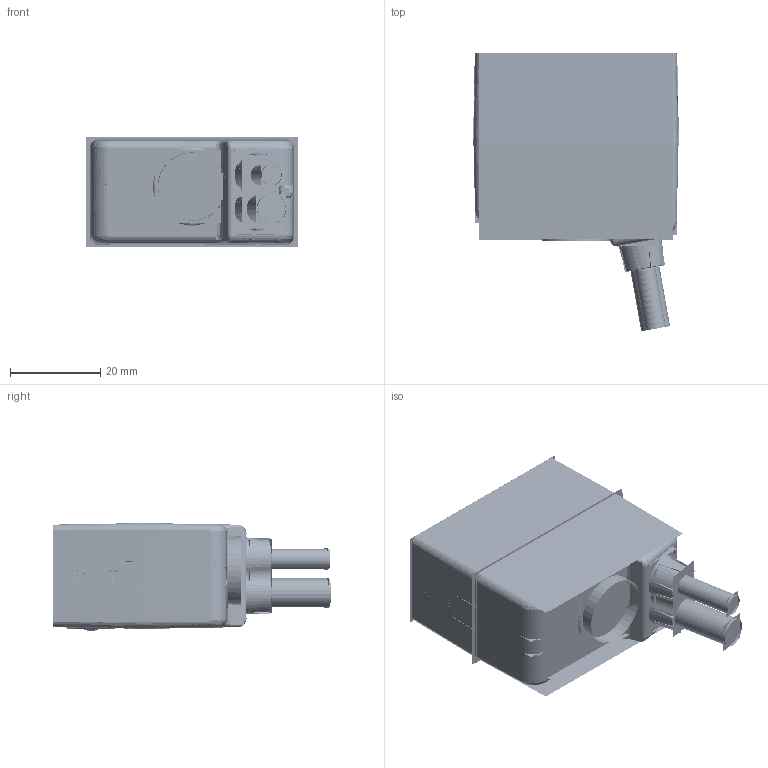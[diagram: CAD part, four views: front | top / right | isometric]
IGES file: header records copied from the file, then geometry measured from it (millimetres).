
Start section:  PTC IGES file: 209231.igs
Global section: file name: 209231.igs; native system: Creo Parametric by PTC Inc.; preprocessor: 2016260; author: pdmadmin; organization: Unknown; date: 20181101.121339; units: millimetre
Bounding box: 47.22 x 61.82 x 24.47 mm (x, y, z)
Volume: 15777.4 mm3; surface area: 102349.4 mm2
Topology: 15 solids, 15 shells, 14848 faces, 73217 edges, 89984 vertices
Faces by surface type: revolution 8888, bspline 5960
